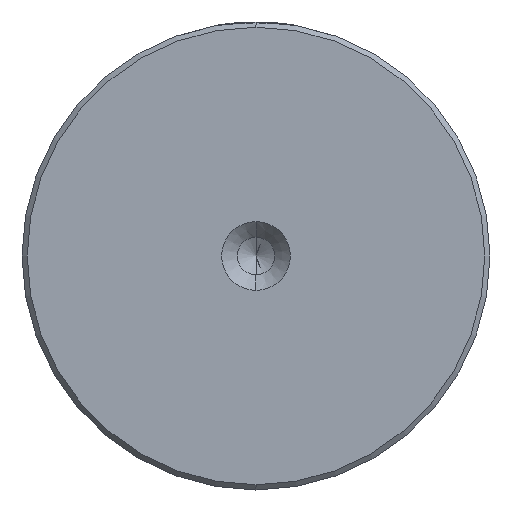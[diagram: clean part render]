
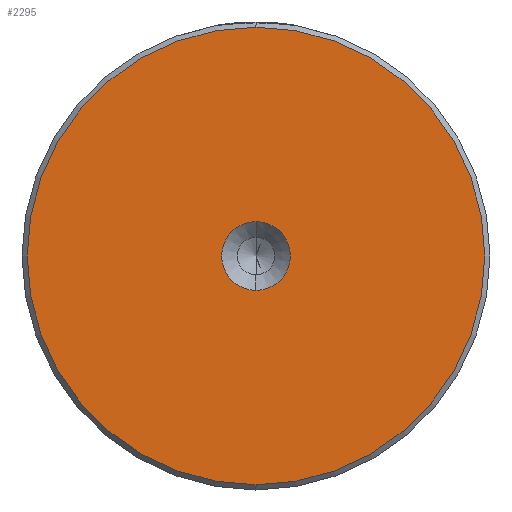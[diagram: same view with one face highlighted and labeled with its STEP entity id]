
A CAD part, left-side view. The second image highlights one B-rep face of the part: STEP entity #2295.
In plain terms, the highlighted planar face has unit normal (-1, 0, 0).
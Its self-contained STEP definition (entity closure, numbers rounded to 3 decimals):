
#51 = CARTESIAN_POINT ( 'NONE',  ( 0., 0., 0. ) ) ;
#89 = AXIS2_PLACEMENT_3D ( 'NONE', #1073, #2401, #1272 ) ;
#108 = AXIS2_PLACEMENT_3D ( 'NONE', #980, #2310, #1177 ) ;
#261 = CARTESIAN_POINT ( 'NONE',  ( 0., 0., 3.3 ) ) ;
#274 = DIRECTION ( 'NONE',  ( 0., 0., 1. ) ) ;
#319 = PLANE ( 'NONE',  #763 ) ;
#321 = EDGE_LOOP ( 'NONE', ( #463, #422 ) ) ;
#422 = ORIENTED_EDGE ( 'NONE', *, *, #771, .F. ) ;
#463 = ORIENTED_EDGE ( 'NONE', *, *, #1080, .F. ) ;
#510 = CARTESIAN_POINT ( 'NONE',  ( 0., 0., 0. ) ) ;
#519 = AXIS2_PLACEMENT_3D ( 'NONE', #51, #1408, #274 ) ;
#587 = VERTEX_POINT ( 'NONE', #261 ) ;
#763 = AXIS2_PLACEMENT_3D ( 'NONE', #510, #1826, #1837 ) ;
#771 = EDGE_CURVE ( 'NONE', #2333, #587, #1730, .T. ) ;
#835 = CARTESIAN_POINT ( 'NONE',  ( 0., 0., 22. ) ) ;
#891 = CARTESIAN_POINT ( 'NONE',  ( 0., 0., -22. ) ) ;
#906 = CIRCLE ( 'NONE', #89, 22. ) ;
#980 = CARTESIAN_POINT ( 'NONE',  ( 0., 0., 0. ) ) ;
#1073 = CARTESIAN_POINT ( 'NONE',  ( 0., 0., 0. ) ) ;
#1080 = EDGE_CURVE ( 'NONE', #587, #2333, #1645, .T. ) ;
#1099 = ORIENTED_EDGE ( 'NONE', *, *, #1145, .T. ) ;
#1145 = EDGE_CURVE ( 'NONE', #1690, #1307, #1576, .T. ) ;
#1171 = EDGE_LOOP ( 'NONE', ( #1876, #1099 ) ) ;
#1177 = DIRECTION ( 'NONE',  ( 0., 0., 1. ) ) ;
#1190 = DIRECTION ( 'NONE',  ( -1., 0., 0. ) ) ;
#1272 = DIRECTION ( 'NONE',  ( 0., 0., 1. ) ) ;
#1307 = VERTEX_POINT ( 'NONE', #891 ) ;
#1341 = FACE_BOUND ( 'NONE', #321, .T. ) ;
#1375 = CARTESIAN_POINT ( 'NONE',  ( 0., 0., 0. ) ) ;
#1408 = DIRECTION ( 'NONE',  ( -1., 0., 0. ) ) ;
#1498 = CARTESIAN_POINT ( 'NONE',  ( 0., 0., -3.3 ) ) ;
#1576 = CIRCLE ( 'NONE', #519, 22. ) ;
#1623 = AXIS2_PLACEMENT_3D ( 'NONE', #1375, #1190, #2158 ) ;
#1645 = CIRCLE ( 'NONE', #108, 3.3 ) ;
#1690 = VERTEX_POINT ( 'NONE', #835 ) ;
#1730 = CIRCLE ( 'NONE', #1623, 3.3 ) ;
#1826 = DIRECTION ( 'NONE',  ( -1., 0., 0. ) ) ;
#1837 = DIRECTION ( 'NONE',  ( 0., 0., 1. ) ) ;
#1876 = ORIENTED_EDGE ( 'NONE', *, *, #2277, .T. ) ;
#2158 = DIRECTION ( 'NONE',  ( 0., 0., 1. ) ) ;
#2277 = EDGE_CURVE ( 'NONE', #1307, #1690, #906, .T. ) ;
#2295 = ADVANCED_FACE ( 'NONE', ( #2356, #1341 ), #319, .T. ) ;
#2310 = DIRECTION ( 'NONE',  ( -1., 0., 0. ) ) ;
#2333 = VERTEX_POINT ( 'NONE', #1498 ) ;
#2356 = FACE_OUTER_BOUND ( 'NONE', #1171, .T. ) ;
#2401 = DIRECTION ( 'NONE',  ( -1., 0., 0. ) ) ;
